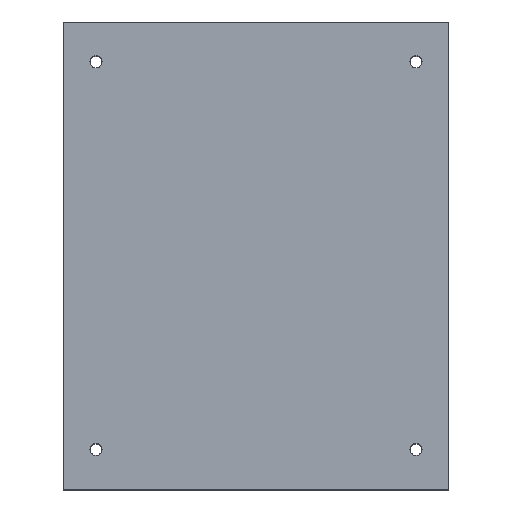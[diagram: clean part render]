
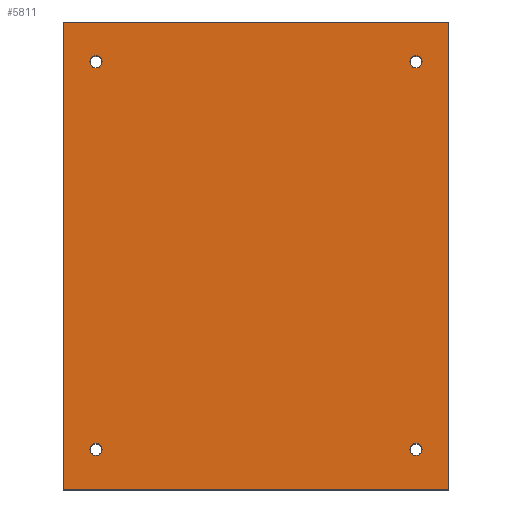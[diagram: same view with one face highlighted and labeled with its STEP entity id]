
A CAD part, top view. The second image highlights one B-rep face of the part: STEP entity #5811.
In plain terms, the highlighted planar face has unit normal (0, 0, 1).
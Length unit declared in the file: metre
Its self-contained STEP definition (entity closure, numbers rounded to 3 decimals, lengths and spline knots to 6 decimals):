
#89=PLANE('',#6399);
#386=LINE('',#9668,#808);
#390=LINE('',#9676,#812);
#393=LINE('',#9682,#815);
#395=LINE('',#9685,#817);
#808=VECTOR('',#7759,1.);
#812=VECTOR('',#7765,1.);
#815=VECTOR('',#7770,1.);
#817=VECTOR('',#7774,1.);
#1820=ORIENTED_EDGE('',*,*,#3174,.T.);
#1821=ORIENTED_EDGE('',*,*,#3200,.T.);
#1822=ORIENTED_EDGE('',*,*,#3178,.T.);
#1823=ORIENTED_EDGE('',*,*,#3201,.T.);
#1824=ORIENTED_EDGE('',*,*,#3182,.T.);
#1825=ORIENTED_EDGE('',*,*,#3202,.T.);
#1826=ORIENTED_EDGE('',*,*,#3186,.T.);
#1827=ORIENTED_EDGE('',*,*,#3203,.T.);
#1828=ORIENTED_EDGE('',*,*,#3190,.F.);
#1829=ORIENTED_EDGE('',*,*,#3194,.T.);
#1830=ORIENTED_EDGE('',*,*,#3197,.T.);
#1831=ORIENTED_EDGE('',*,*,#3199,.F.);
#3174=EDGE_CURVE('',#3931,#3930,#4409,.F.);
#3178=EDGE_CURVE('',#3935,#3934,#4411,.F.);
#3182=EDGE_CURVE('',#3939,#3938,#4413,.F.);
#3186=EDGE_CURVE('',#3943,#3942,#4415,.F.);
#3190=EDGE_CURVE('',#3946,#3947,#386,.T.);
#3194=EDGE_CURVE('',#3946,#3949,#390,.T.);
#3197=EDGE_CURVE('',#3949,#3951,#393,.T.);
#3199=EDGE_CURVE('',#3947,#3951,#395,.T.);
#3200=EDGE_CURVE('',#3930,#3931,#4416,.F.);
#3201=EDGE_CURVE('',#3934,#3935,#4417,.F.);
#3202=EDGE_CURVE('',#3938,#3939,#4418,.F.);
#3203=EDGE_CURVE('',#3942,#3943,#4419,.F.);
#3930=VERTEX_POINT('',#9631);
#3931=VERTEX_POINT('',#9633);
#3934=VERTEX_POINT('',#9640);
#3935=VERTEX_POINT('',#9642);
#3938=VERTEX_POINT('',#9649);
#3939=VERTEX_POINT('',#9651);
#3942=VERTEX_POINT('',#9658);
#3943=VERTEX_POINT('',#9660);
#3946=VERTEX_POINT('',#9667);
#3947=VERTEX_POINT('',#9669);
#3949=VERTEX_POINT('',#9675);
#3951=VERTEX_POINT('',#9681);
#4409=CIRCLE('',#6385,0.00175);
#4411=CIRCLE('',#6388,0.00175);
#4413=CIRCLE('',#6391,0.00175);
#4415=CIRCLE('',#6394,0.00175);
#4416=CIRCLE('',#6400,0.00175);
#4417=CIRCLE('',#6401,0.00175);
#4418=CIRCLE('',#6402,0.00175);
#4419=CIRCLE('',#6403,0.00175);
#4808=EDGE_LOOP('',(#1820,#1821));
#4809=EDGE_LOOP('',(#1822,#1823));
#4810=EDGE_LOOP('',(#1824,#1825));
#4811=EDGE_LOOP('',(#1826,#1827));
#4812=EDGE_LOOP('',(#1828,#1829,#1830,#1831));
#5238=FACE_BOUND('',#4808,.T.);
#5239=FACE_BOUND('',#4809,.T.);
#5240=FACE_BOUND('',#4810,.T.);
#5241=FACE_BOUND('',#4811,.T.);
#5242=FACE_BOUND('',#4812,.T.);
#5811=ADVANCED_FACE('',(#5238,#5239,#5240,#5241,#5242),#89,.T.);
#6385=AXIS2_PLACEMENT_3D('',#9632,#7728,#7729);
#6388=AXIS2_PLACEMENT_3D('',#9641,#7736,#7737);
#6391=AXIS2_PLACEMENT_3D('',#9650,#7744,#7745);
#6394=AXIS2_PLACEMENT_3D('',#9659,#7752,#7753);
#6399=AXIS2_PLACEMENT_3D('',#9686,#7775,#7776);
#6400=AXIS2_PLACEMENT_3D('',#9687,#7777,#7778);
#6401=AXIS2_PLACEMENT_3D('',#9688,#7779,#7780);
#6402=AXIS2_PLACEMENT_3D('',#9689,#7781,#7782);
#6403=AXIS2_PLACEMENT_3D('',#9690,#7783,#7784);
#7728=DIRECTION('',(0.,0.,1.));
#7729=DIRECTION('',(1.,0.,0.));
#7736=DIRECTION('',(0.,0.,1.));
#7737=DIRECTION('',(1.,0.,0.));
#7744=DIRECTION('',(0.,0.,1.));
#7745=DIRECTION('',(1.,0.,0.));
#7752=DIRECTION('',(0.,0.,1.));
#7753=DIRECTION('',(1.,0.,0.));
#7759=DIRECTION('',(1.,0.,0.));
#7765=DIRECTION('',(0.,-1.,0.));
#7770=DIRECTION('',(1.,0.,0.));
#7774=DIRECTION('',(0.,-1.,0.));
#7775=DIRECTION('',(0.,0.,1.));
#7776=DIRECTION('',(1.,0.,0.));
#7777=DIRECTION('',(0.,0.,1.));
#7778=DIRECTION('',(1.,0.,0.));
#7779=DIRECTION('',(0.,0.,1.));
#7780=DIRECTION('',(1.,0.,0.));
#7781=DIRECTION('',(0.,0.,1.));
#7782=DIRECTION('',(1.,0.,0.));
#7783=DIRECTION('',(0.,0.,1.));
#7784=DIRECTION('',(1.,0.,0.));
#9631=CARTESIAN_POINT('',(-0.048184,-0.056234,0.0651));
#9632=CARTESIAN_POINT('',(-0.046434,-0.056234,0.0651));
#9633=CARTESIAN_POINT('',(-0.044684,-0.056234,0.0651));
#9640=CARTESIAN_POINT('',(-0.048184,0.056234,0.0651));
#9641=CARTESIAN_POINT('',(-0.046434,0.056234,0.0651));
#9642=CARTESIAN_POINT('',(-0.044684,0.056234,0.0651));
#9649=CARTESIAN_POINT('',(0.044684,0.056234,0.0651));
#9650=CARTESIAN_POINT('',(0.046434,0.056234,0.0651));
#9651=CARTESIAN_POINT('',(0.048184,0.056234,0.0651));
#9658=CARTESIAN_POINT('',(0.044684,-0.056234,0.0651));
#9659=CARTESIAN_POINT('',(0.046434,-0.056234,0.0651));
#9660=CARTESIAN_POINT('',(0.048184,-0.056234,0.0651));
#9667=CARTESIAN_POINT('',(-0.055985,0.0678,0.0651));
#9668=CARTESIAN_POINT('',(0.,0.0678,0.0651));
#9669=CARTESIAN_POINT('',(0.055985,0.0678,0.0651));
#9675=CARTESIAN_POINT('',(-0.055985,-0.0678,0.0651));
#9676=CARTESIAN_POINT('',(-0.055985,0.,0.0651));
#9681=CARTESIAN_POINT('',(0.055985,-0.0678,0.0651));
#9682=CARTESIAN_POINT('',(0.,-0.0678,0.0651));
#9685=CARTESIAN_POINT('',(0.055985,0.,0.0651));
#9686=CARTESIAN_POINT('',(0.,0.,0.0651));
#9687=CARTESIAN_POINT('',(-0.046434,-0.056234,0.0651));
#9688=CARTESIAN_POINT('',(-0.046434,0.056234,0.0651));
#9689=CARTESIAN_POINT('',(0.046434,0.056234,0.0651));
#9690=CARTESIAN_POINT('',(0.046434,-0.056234,0.0651));
